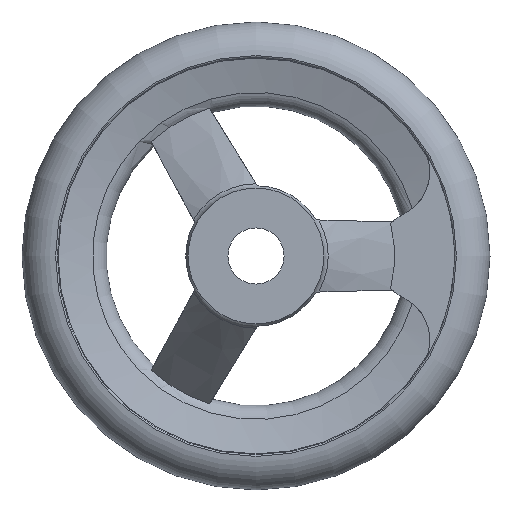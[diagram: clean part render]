
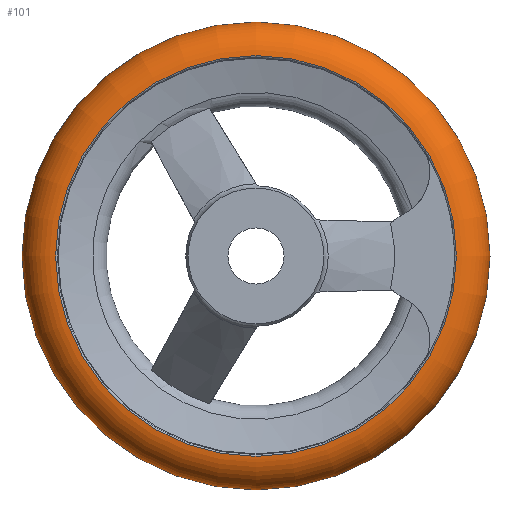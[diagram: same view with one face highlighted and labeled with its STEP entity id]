
A CAD part, front view. The second image highlights one B-rep face of the part: STEP entity #101.
In plain terms, the highlighted toroidal (fillet/blend) face has major radius 42.5 mm and minor radius 7.5 mm.
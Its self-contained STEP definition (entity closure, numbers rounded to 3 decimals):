
#101 = ADVANCED_FACE( '', ( #225, #226, #227 ), #228, .T. );
#225 = FACE_BOUND( '', #372, .T. );
#226 = FACE_OUTER_BOUND( '', #373, .T. );
#227 = FACE_OUTER_BOUND( '', #374, .T. );
#228 = TOROIDAL_SURFACE( '', #375, 42.5, 7.5 );
#372 = VERTEX_LOOP( '', #627 );
#373 = EDGE_LOOP( '', ( #628 ) );
#374 = EDGE_LOOP( '', ( #629 ) );
#375 = AXIS2_PLACEMENT_3D( '', #630, #631, #632 );
#627 = VERTEX_POINT( '', #924 );
#628 = ORIENTED_EDGE( '', *, *, #847, .T. );
#629 = ORIENTED_EDGE( '', *, *, #925, .F. );
#630 = CARTESIAN_POINT( '', ( 0., 25.5, 0. ) );
#631 = DIRECTION( '', ( 0., -1., 0. ) );
#632 = DIRECTION( '', ( 0., 0., -1. ) );
#847 = EDGE_CURVE( '', #1010, #1010, #1011, .T. );
#924 = CARTESIAN_POINT( '', ( 0., 25.5, -50. ) );
#925 = EDGE_CURVE( '', #1134, #1134, #1135, .T. );
#1010 = VERTEX_POINT( '', #1308 );
#1011 = CIRCLE( '', #1309, 42.813 );
#1134 = VERTEX_POINT( '', #1662 );
#1135 = CIRCLE( '', #1663, 42.813 );
#1308 = CARTESIAN_POINT( '', ( 0., 32.993, -42.813 ) );
#1309 = AXIS2_PLACEMENT_3D( '', #1835, #1836, #1837 );
#1662 = CARTESIAN_POINT( '', ( 0., 18.007, -42.813 ) );
#1663 = AXIS2_PLACEMENT_3D( '', #1926, #1927, #1928 );
#1835 = CARTESIAN_POINT( '', ( 0., 32.993, 0. ) );
#1836 = DIRECTION( '', ( 0., -1., 0. ) );
#1837 = DIRECTION( '', ( 0., 0., -1. ) );
#1926 = CARTESIAN_POINT( '', ( 0., 18.007, 0. ) );
#1927 = DIRECTION( '', ( 0., -1., 0. ) );
#1928 = DIRECTION( '', ( 0., 0., -1. ) );
